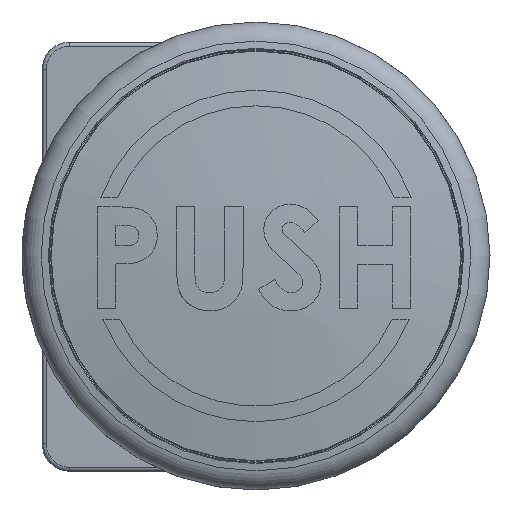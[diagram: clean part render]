
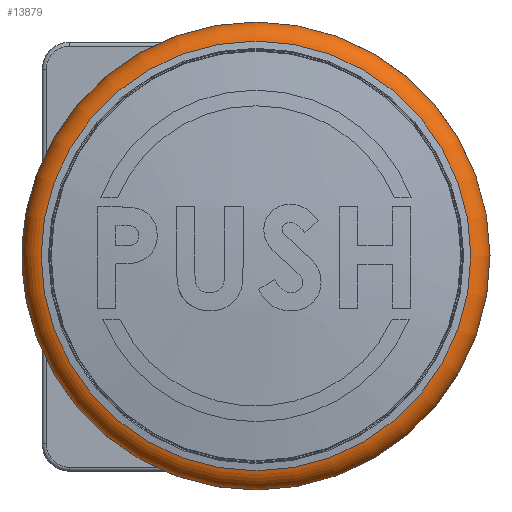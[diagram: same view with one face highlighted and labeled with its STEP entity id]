
A CAD part, top view. The second image highlights one B-rep face of the part: STEP entity #13879.
In plain terms, the highlighted toroidal (fillet/blend) face has major radius 27 mm and minor radius 3 mm.
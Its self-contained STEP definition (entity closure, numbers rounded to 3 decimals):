
#326 = TOROIDAL_SURFACE ( 'NONE', #33482, 27., 3. ) ;
#1504 = CARTESIAN_POINT ( 'NONE',  ( 0., 38.525, 0. ) ) ;
#1636 = CARTESIAN_POINT ( 'NONE',  ( 0., 41.475, -27.545 ) ) ;
#3599 = AXIS2_PLACEMENT_3D ( 'NONE', #6221, #38600, #10886 ) ;
#6221 = CARTESIAN_POINT ( 'NONE',  ( 0., 41.475, 0. ) ) ;
#7090 = CIRCLE ( 'NONE', #17545, 30. ) ;
#7145 = ORIENTED_EDGE ( 'NONE', *, *, #45026, .F. ) ;
#10886 = DIRECTION ( 'NONE',  ( 0., 0., -1. ) ) ;
#10998 = DIRECTION ( 'NONE',  ( 0., -1., 0. ) ) ;
#11353 = CIRCLE ( 'NONE', #3599, 27.545 ) ;
#13879 = ADVANCED_FACE ( 'NONE', ( #37229, #24907 ), #326, .T. ) ;
#15462 = DIRECTION ( 'NONE',  ( 0., 0., -1. ) ) ;
#17545 = AXIS2_PLACEMENT_3D ( 'NONE', #38712, #10998, #43339 ) ;
#24515 = ORIENTED_EDGE ( 'NONE', *, *, #34834, .F. ) ;
#24907 = FACE_OUTER_BOUND ( 'NONE', #44075, .T. ) ;
#33482 = AXIS2_PLACEMENT_3D ( 'NONE', #1504, #38531, #15462 ) ;
#34209 = CARTESIAN_POINT ( 'NONE',  ( 0., 38.525, -30. ) ) ;
#34834 = EDGE_CURVE ( 'NONE', #37460, #37460, #11353, .T. ) ;
#37229 = FACE_OUTER_BOUND ( 'NONE', #56014, .T. ) ;
#37460 = VERTEX_POINT ( 'NONE', #1636 ) ;
#38531 = DIRECTION ( 'NONE',  ( 0., -1., 0. ) ) ;
#38600 = DIRECTION ( 'NONE',  ( 0., 1., 0. ) ) ;
#38712 = CARTESIAN_POINT ( 'NONE',  ( 0., 38.525, 0. ) ) ;
#43339 = DIRECTION ( 'NONE',  ( 0., 0., -1. ) ) ;
#44075 = EDGE_LOOP ( 'NONE', ( #7145 ) ) ;
#45026 = EDGE_CURVE ( 'NONE', #45379, #45379, #7090, .T. ) ;
#45379 = VERTEX_POINT ( 'NONE', #34209 ) ;
#56014 = EDGE_LOOP ( 'NONE', ( #24515 ) ) ;
